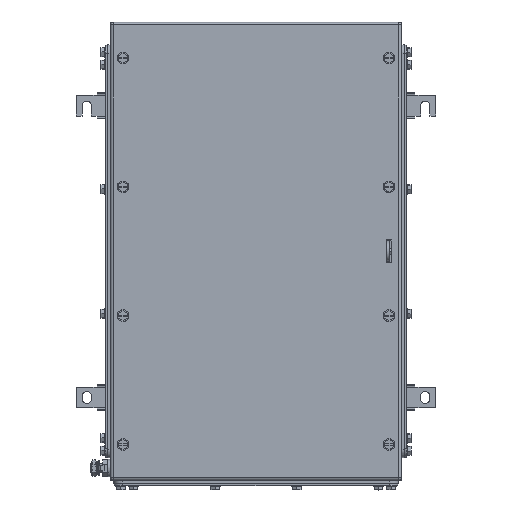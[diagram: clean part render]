
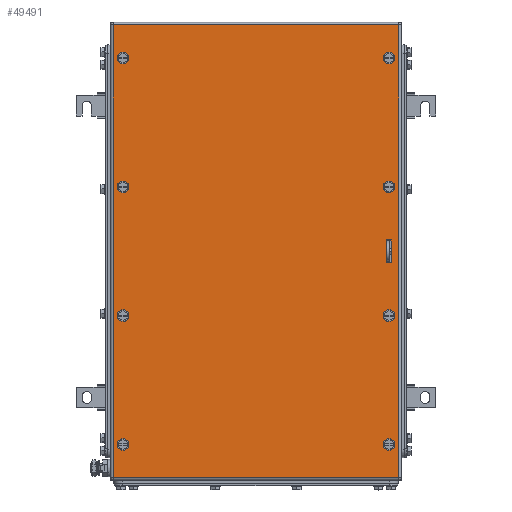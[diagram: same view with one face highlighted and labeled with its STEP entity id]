
A CAD part, top view. The second image highlights one B-rep face of the part: STEP entity #49491.
In plain terms, the highlighted planar face has unit normal (0, 0, 1).
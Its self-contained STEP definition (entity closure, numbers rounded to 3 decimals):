
#49259=AXIS2_PLACEMENT_3D('Circle Axis2P3D',#49257,#49258,$) ;
#49286=AXIS2_PLACEMENT_3D('Plane Axis2P3D',#49283,#49284,#49285) ;
#49324=AXIS2_PLACEMENT_3D('Circle Axis2P3D',#49322,#49323,$) ;
#49333=AXIS2_PLACEMENT_3D('Circle Axis2P3D',#49331,#49332,$) ;
#49342=AXIS2_PLACEMENT_3D('Circle Axis2P3D',#49340,#49341,$) ;
#49351=AXIS2_PLACEMENT_3D('Circle Axis2P3D',#49349,#49350,$) ;
#49360=AXIS2_PLACEMENT_3D('Circle Axis2P3D',#49358,#49359,$) ;
#49369=AXIS2_PLACEMENT_3D('Circle Axis2P3D',#49367,#49368,$) ;
#49378=AXIS2_PLACEMENT_3D('Circle Axis2P3D',#49376,#49377,$) ;
#49387=AXIS2_PLACEMENT_3D('Circle Axis2P3D',#49385,#49386,$) ;
#49396=AXIS2_PLACEMENT_3D('Circle Axis2P3D',#49394,#49395,$) ;
#49405=AXIS2_PLACEMENT_3D('Circle Axis2P3D',#49403,#49404,$) ;
#49414=AXIS2_PLACEMENT_3D('Circle Axis2P3D',#49412,#49413,$) ;
#49423=AXIS2_PLACEMENT_3D('Circle Axis2P3D',#49421,#49422,$) ;
#49432=AXIS2_PLACEMENT_3D('Circle Axis2P3D',#49430,#49431,$) ;
#49441=AXIS2_PLACEMENT_3D('Circle Axis2P3D',#49439,#49440,$) ;
#49450=AXIS2_PLACEMENT_3D('Circle Axis2P3D',#49448,#49449,$) ;
#49254=CARTESIAN_POINT('Vertex',(59.5,208.75,203.5)) ;
#49257=CARTESIAN_POINT('Axis2P3D Location',(56.,208.75,203.5)) ;
#49261=CARTESIAN_POINT('Vertex',(52.5,208.75,203.5)) ;
#49283=CARTESIAN_POINT('Axis2P3D Location',(215.5,286.,203.5)) ;
#49288=CARTESIAN_POINT('Line Origine',(215.5,557.5,203.5)) ;
#49292=CARTESIAN_POINT('Vertex',(387.,557.5,203.5)) ;
#49294=CARTESIAN_POINT('Vertex',(44.,557.5,203.5)) ;
#49297=CARTESIAN_POINT('Line Origine',(44.,286.,203.5)) ;
#49301=CARTESIAN_POINT('Vertex',(44.,14.5,203.5)) ;
#49304=CARTESIAN_POINT('Line Origine',(215.5,14.5,203.5)) ;
#49308=CARTESIAN_POINT('Vertex',(387.,14.5,203.5)) ;
#49311=CARTESIAN_POINT('Line Origine',(387.,286.,203.5)) ;
#49322=CARTESIAN_POINT('Axis2P3D Location',(56.,208.75,203.5)) ;
#49331=CARTESIAN_POINT('Axis2P3D Location',(56.,363.25,203.5)) ;
#49335=CARTESIAN_POINT('Vertex',(52.5,363.25,203.5)) ;
#49337=CARTESIAN_POINT('Vertex',(59.5,363.25,203.5)) ;
#49340=CARTESIAN_POINT('Axis2P3D Location',(56.,363.25,203.5)) ;
#49349=CARTESIAN_POINT('Axis2P3D Location',(375.,208.75,203.5)) ;
#49353=CARTESIAN_POINT('Vertex',(378.5,208.75,203.5)) ;
#49355=CARTESIAN_POINT('Vertex',(371.5,208.75,203.5)) ;
#49358=CARTESIAN_POINT('Axis2P3D Location',(375.,208.75,203.5)) ;
#49367=CARTESIAN_POINT('Axis2P3D Location',(375.,363.25,203.5)) ;
#49371=CARTESIAN_POINT('Vertex',(378.5,363.25,203.5)) ;
#49373=CARTESIAN_POINT('Vertex',(371.5,363.25,203.5)) ;
#49376=CARTESIAN_POINT('Axis2P3D Location',(375.,363.25,203.5)) ;
#49385=CARTESIAN_POINT('Axis2P3D Location',(56.,517.75,203.5)) ;
#49389=CARTESIAN_POINT('Vertex',(52.5,517.75,203.5)) ;
#49391=CARTESIAN_POINT('Vertex',(59.5,517.75,203.5)) ;
#49394=CARTESIAN_POINT('Axis2P3D Location',(56.,517.75,203.5)) ;
#49403=CARTESIAN_POINT('Axis2P3D Location',(56.,54.25,203.5)) ;
#49407=CARTESIAN_POINT('Vertex',(52.5,54.25,203.5)) ;
#49409=CARTESIAN_POINT('Vertex',(59.5,54.25,203.5)) ;
#49412=CARTESIAN_POINT('Axis2P3D Location',(56.,54.25,203.5)) ;
#49421=CARTESIAN_POINT('Axis2P3D Location',(375.,54.25,203.5)) ;
#49425=CARTESIAN_POINT('Vertex',(378.5,54.25,203.5)) ;
#49427=CARTESIAN_POINT('Vertex',(371.5,54.25,203.5)) ;
#49430=CARTESIAN_POINT('Axis2P3D Location',(375.,54.25,203.5)) ;
#49439=CARTESIAN_POINT('Axis2P3D Location',(375.,517.75,203.5)) ;
#49443=CARTESIAN_POINT('Vertex',(378.5,517.75,203.5)) ;
#49445=CARTESIAN_POINT('Vertex',(371.5,517.75,203.5)) ;
#49448=CARTESIAN_POINT('Axis2P3D Location',(375.,517.75,203.5)) ;
#49457=CARTESIAN_POINT('Line Origine',(374.75,272.5,203.5)) ;
#49461=CARTESIAN_POINT('Vertex',(378.,272.5,203.5)) ;
#49463=CARTESIAN_POINT('Vertex',(371.5,272.5,203.5)) ;
#49466=CARTESIAN_POINT('Line Origine',(371.5,286.,203.5)) ;
#49470=CARTESIAN_POINT('Vertex',(371.5,299.5,203.5)) ;
#49473=CARTESIAN_POINT('Line Origine',(374.75,299.5,203.5)) ;
#49477=CARTESIAN_POINT('Vertex',(378.,299.5,203.5)) ;
#49480=CARTESIAN_POINT('Line Origine',(378.,286.,203.5)) ;
#49258=DIRECTION('Axis2P3D Direction',(0.,0.,1.)) ;
#49284=DIRECTION('Axis2P3D Direction',(0.,0.,1.)) ;
#49285=DIRECTION('Axis2P3D XDirection',(1.,0.,0.)) ;
#49289=DIRECTION('Vector Direction',(1.,0.,0.)) ;
#49298=DIRECTION('Vector Direction',(0.,-1.,0.)) ;
#49305=DIRECTION('Vector Direction',(1.,0.,0.)) ;
#49312=DIRECTION('Vector Direction',(0.,1.,0.)) ;
#49323=DIRECTION('Axis2P3D Direction',(0.,0.,1.)) ;
#49332=DIRECTION('Axis2P3D Direction',(0.,0.,1.)) ;
#49341=DIRECTION('Axis2P3D Direction',(0.,0.,1.)) ;
#49350=DIRECTION('Axis2P3D Direction',(0.,0.,1.)) ;
#49359=DIRECTION('Axis2P3D Direction',(0.,0.,1.)) ;
#49368=DIRECTION('Axis2P3D Direction',(0.,0.,1.)) ;
#49377=DIRECTION('Axis2P3D Direction',(0.,0.,1.)) ;
#49386=DIRECTION('Axis2P3D Direction',(0.,0.,1.)) ;
#49395=DIRECTION('Axis2P3D Direction',(0.,0.,1.)) ;
#49404=DIRECTION('Axis2P3D Direction',(0.,0.,1.)) ;
#49413=DIRECTION('Axis2P3D Direction',(0.,0.,1.)) ;
#49422=DIRECTION('Axis2P3D Direction',(0.,0.,1.)) ;
#49431=DIRECTION('Axis2P3D Direction',(0.,0.,1.)) ;
#49440=DIRECTION('Axis2P3D Direction',(0.,0.,1.)) ;
#49449=DIRECTION('Axis2P3D Direction',(0.,0.,1.)) ;
#49458=DIRECTION('Vector Direction',(-1.,0.,0.)) ;
#49467=DIRECTION('Vector Direction',(0.,1.,0.)) ;
#49474=DIRECTION('Vector Direction',(1.,0.,0.)) ;
#49481=DIRECTION('Vector Direction',(0.,-1.,0.)) ;
#49290=VECTOR('Line Direction',#49289,1.) ;
#49299=VECTOR('Line Direction',#49298,1.) ;
#49306=VECTOR('Line Direction',#49305,1.) ;
#49313=VECTOR('Line Direction',#49312,1.) ;
#49459=VECTOR('Line Direction',#49458,1.) ;
#49468=VECTOR('Line Direction',#49467,1.) ;
#49475=VECTOR('Line Direction',#49474,1.) ;
#49482=VECTOR('Line Direction',#49481,1.) ;
#49317=ORIENTED_EDGE('',*,*,#49296,.T.) ;
#49318=ORIENTED_EDGE('',*,*,#49303,.T.) ;
#49319=ORIENTED_EDGE('',*,*,#49310,.T.) ;
#49320=ORIENTED_EDGE('',*,*,#49315,.T.) ;
#49328=ORIENTED_EDGE('',*,*,#49326,.F.) ;
#49329=ORIENTED_EDGE('',*,*,#49263,.F.) ;
#49346=ORIENTED_EDGE('',*,*,#49339,.F.) ;
#49347=ORIENTED_EDGE('',*,*,#49344,.F.) ;
#49364=ORIENTED_EDGE('',*,*,#49357,.F.) ;
#49365=ORIENTED_EDGE('',*,*,#49362,.F.) ;
#49382=ORIENTED_EDGE('',*,*,#49375,.F.) ;
#49383=ORIENTED_EDGE('',*,*,#49380,.F.) ;
#49400=ORIENTED_EDGE('',*,*,#49393,.F.) ;
#49401=ORIENTED_EDGE('',*,*,#49398,.F.) ;
#49418=ORIENTED_EDGE('',*,*,#49411,.F.) ;
#49419=ORIENTED_EDGE('',*,*,#49416,.F.) ;
#49436=ORIENTED_EDGE('',*,*,#49429,.F.) ;
#49437=ORIENTED_EDGE('',*,*,#49434,.F.) ;
#49454=ORIENTED_EDGE('',*,*,#49447,.F.) ;
#49455=ORIENTED_EDGE('',*,*,#49452,.F.) ;
#49486=ORIENTED_EDGE('',*,*,#49465,.T.) ;
#49487=ORIENTED_EDGE('',*,*,#49472,.T.) ;
#49488=ORIENTED_EDGE('',*,*,#49479,.T.) ;
#49489=ORIENTED_EDGE('',*,*,#49484,.T.) ;
#49330=FACE_BOUND('',#49327,.T.) ;
#49348=FACE_BOUND('',#49345,.T.) ;
#49366=FACE_BOUND('',#49363,.T.) ;
#49384=FACE_BOUND('',#49381,.T.) ;
#49402=FACE_BOUND('',#49399,.T.) ;
#49420=FACE_BOUND('',#49417,.T.) ;
#49438=FACE_BOUND('',#49435,.T.) ;
#49456=FACE_BOUND('',#49453,.T.) ;
#49490=FACE_BOUND('',#49485,.T.) ;
#49491=ADVANCED_FACE('ZUB.2\\ZUB_DE_KTB_MH_620x450.1\\DE_KTB_MH_PART_MASTER.1\\Koerper.2',(#49321,#49330,#49348,#49366,#49384,#49402,#49420,#49438,#49456,#49490),#49287,.T.) ;
#49260=CIRCLE('generated circle',#49259,3.5) ;
#49325=CIRCLE('generated circle',#49324,3.5) ;
#49334=CIRCLE('generated circle',#49333,3.5) ;
#49343=CIRCLE('generated circle',#49342,3.5) ;
#49352=CIRCLE('generated circle',#49351,3.5) ;
#49361=CIRCLE('generated circle',#49360,3.5) ;
#49370=CIRCLE('generated circle',#49369,3.5) ;
#49379=CIRCLE('generated circle',#49378,3.5) ;
#49388=CIRCLE('generated circle',#49387,3.5) ;
#49397=CIRCLE('generated circle',#49396,3.5) ;
#49406=CIRCLE('generated circle',#49405,3.5) ;
#49415=CIRCLE('generated circle',#49414,3.5) ;
#49424=CIRCLE('generated circle',#49423,3.5) ;
#49433=CIRCLE('generated circle',#49432,3.5) ;
#49442=CIRCLE('generated circle',#49441,3.5) ;
#49451=CIRCLE('generated circle',#49450,3.5) ;
#49263=EDGE_CURVE('',#49255,#49262,#49260,.T.) ;
#49296=EDGE_CURVE('',#49293,#49295,#49291,.F.) ;
#49303=EDGE_CURVE('',#49295,#49302,#49300,.T.) ;
#49310=EDGE_CURVE('',#49302,#49309,#49307,.T.) ;
#49315=EDGE_CURVE('',#49309,#49293,#49314,.T.) ;
#49326=EDGE_CURVE('',#49262,#49255,#49325,.T.) ;
#49339=EDGE_CURVE('',#49336,#49338,#49334,.T.) ;
#49344=EDGE_CURVE('',#49338,#49336,#49343,.T.) ;
#49357=EDGE_CURVE('',#49354,#49356,#49352,.T.) ;
#49362=EDGE_CURVE('',#49356,#49354,#49361,.T.) ;
#49375=EDGE_CURVE('',#49372,#49374,#49370,.T.) ;
#49380=EDGE_CURVE('',#49374,#49372,#49379,.T.) ;
#49393=EDGE_CURVE('',#49390,#49392,#49388,.T.) ;
#49398=EDGE_CURVE('',#49392,#49390,#49397,.T.) ;
#49411=EDGE_CURVE('',#49408,#49410,#49406,.T.) ;
#49416=EDGE_CURVE('',#49410,#49408,#49415,.T.) ;
#49429=EDGE_CURVE('',#49426,#49428,#49424,.T.) ;
#49434=EDGE_CURVE('',#49428,#49426,#49433,.T.) ;
#49447=EDGE_CURVE('',#49444,#49446,#49442,.T.) ;
#49452=EDGE_CURVE('',#49446,#49444,#49451,.T.) ;
#49465=EDGE_CURVE('',#49462,#49464,#49460,.T.) ;
#49472=EDGE_CURVE('',#49464,#49471,#49469,.T.) ;
#49479=EDGE_CURVE('',#49471,#49478,#49476,.T.) ;
#49484=EDGE_CURVE('',#49478,#49462,#49483,.T.) ;
#49316=EDGE_LOOP('',(#49317,#49318,#49319,#49320)) ;
#49327=EDGE_LOOP('',(#49328,#49329)) ;
#49345=EDGE_LOOP('',(#49346,#49347)) ;
#49363=EDGE_LOOP('',(#49364,#49365)) ;
#49381=EDGE_LOOP('',(#49382,#49383)) ;
#49399=EDGE_LOOP('',(#49400,#49401)) ;
#49417=EDGE_LOOP('',(#49418,#49419)) ;
#49435=EDGE_LOOP('',(#49436,#49437)) ;
#49453=EDGE_LOOP('',(#49454,#49455)) ;
#49485=EDGE_LOOP('',(#49486,#49487,#49488,#49489)) ;
#49321=FACE_OUTER_BOUND('',#49316,.T.) ;
#49291=LINE('Line',#49288,#49290) ;
#49300=LINE('Line',#49297,#49299) ;
#49307=LINE('Line',#49304,#49306) ;
#49314=LINE('Line',#49311,#49313) ;
#49460=LINE('Line',#49457,#49459) ;
#49469=LINE('Line',#49466,#49468) ;
#49476=LINE('Line',#49473,#49475) ;
#49483=LINE('Line',#49480,#49482) ;
#49287=PLANE('',#49286) ;
#49255=VERTEX_POINT('',#49254) ;
#49262=VERTEX_POINT('',#49261) ;
#49293=VERTEX_POINT('',#49292) ;
#49295=VERTEX_POINT('',#49294) ;
#49302=VERTEX_POINT('',#49301) ;
#49309=VERTEX_POINT('',#49308) ;
#49336=VERTEX_POINT('',#49335) ;
#49338=VERTEX_POINT('',#49337) ;
#49354=VERTEX_POINT('',#49353) ;
#49356=VERTEX_POINT('',#49355) ;
#49372=VERTEX_POINT('',#49371) ;
#49374=VERTEX_POINT('',#49373) ;
#49390=VERTEX_POINT('',#49389) ;
#49392=VERTEX_POINT('',#49391) ;
#49408=VERTEX_POINT('',#49407) ;
#49410=VERTEX_POINT('',#49409) ;
#49426=VERTEX_POINT('',#49425) ;
#49428=VERTEX_POINT('',#49427) ;
#49444=VERTEX_POINT('',#49443) ;
#49446=VERTEX_POINT('',#49445) ;
#49462=VERTEX_POINT('',#49461) ;
#49464=VERTEX_POINT('',#49463) ;
#49471=VERTEX_POINT('',#49470) ;
#49478=VERTEX_POINT('',#49477) ;
